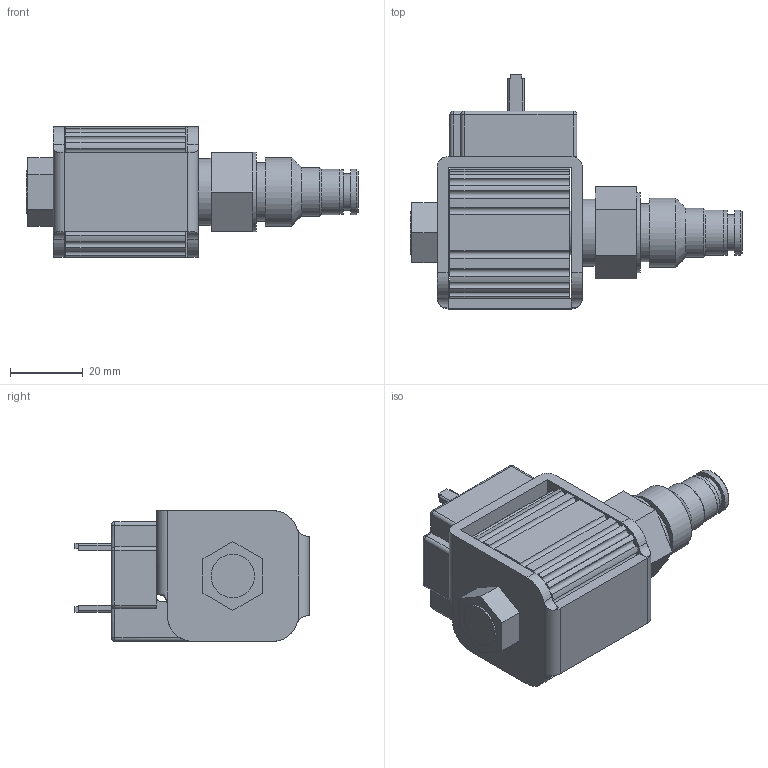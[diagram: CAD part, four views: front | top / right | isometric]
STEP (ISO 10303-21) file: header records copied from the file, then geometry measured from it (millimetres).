
FILE_DESCRIPTION(/* description */ ('Unknown'),/* implementation_level */ '2;1');
FILE_NAME(/* name */ '1435302_aAP-1610-364D2-step',/* time_stamp */ '2021-03-11T14:31:20+01:00',/* author */ ('Unknown'),/* organization */ ('Unknown'),/* preprocessor_version */ 'ST-DEVELOPER v16.7',/* originating_system */ 'DEX',/* authorisation */ $);
FILE_SCHEMA (('AUTOMOTIVE_DESIGN {1 0 10303 214 3 1 1}'));
Length unit declared in the file: millimetre
Products named in the file (1): AP-1610-364D2
Bounding box: 91.5 x 64.5 x 36 mm (x, y, z)
Volume: 81143.7 mm3; surface area: 21221.5 mm2
Topology: 1 solids, 1 shells, 205 faces, 534 edges, 338 vertices
Faces by surface type: plane 115, cylinder 79, sphere 6, cone 3, bspline 2
Full cylindrical faces by diameter (mm): 3 x1, 6.8 x1, 8 x1, 8.2 x1, 9 x1, 10 x1, 12 x3, 12.4 x1, 12.5 x3, 13.5 x1, 16 x1, 18.5 x1, 19 x1, 22 x1
Entity records: 6443 total; most frequent: CARTESIAN_POINT 1400, DIRECTION 1069, ORIENTED_EDGE 1006, EDGE_CURVE 503, AXIS2_PLACEMENT_3D 375, VERTEX_POINT 334, LINE 319, VECTOR 319
